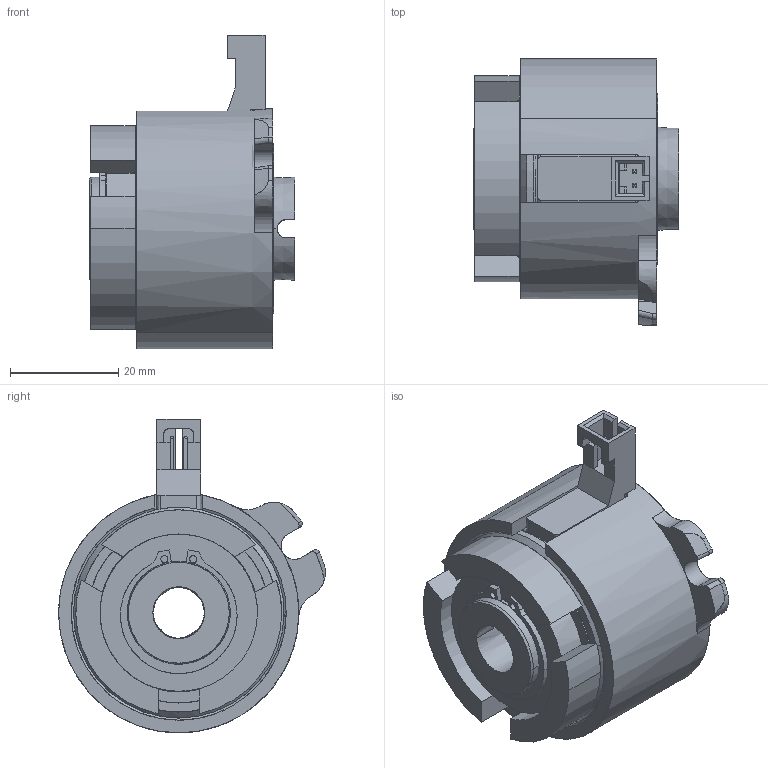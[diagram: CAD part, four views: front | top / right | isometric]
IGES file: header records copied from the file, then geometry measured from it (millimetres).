
Start section: SolidWorks IGES FILE using analytic representation for surfaces
Global section: file name: reell_ec75ll.IGS; native system: SolidWorks 2001 by SolidWorks Corporation; preprocessor: Version 5.2; author: Debbie; date: 020515.144026; units: millimetre
Bounding box: 38.1 x 49.35 x 58.04 mm (x, y, z)
Surface area: 26923.2 mm2 (no closed solid volume)
Topology: 0 solids, 0 shells, 245 faces, 4187 edges, 4187 vertices
Faces by surface type: bspline 129, revolution 116
